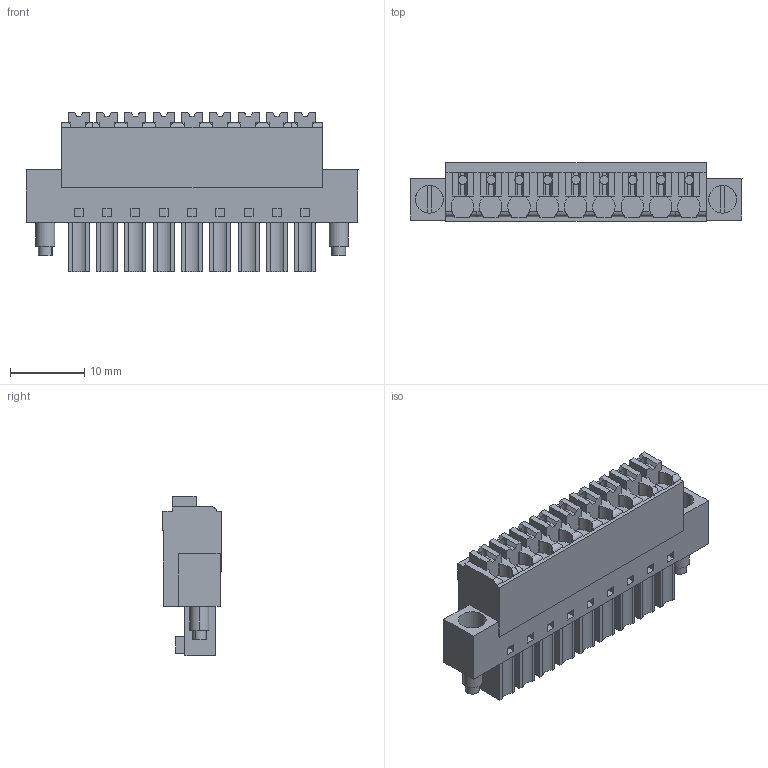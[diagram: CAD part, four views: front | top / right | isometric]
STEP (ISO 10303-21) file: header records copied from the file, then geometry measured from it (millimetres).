
FILE_DESCRIPTION(('CATIA V5 STEP Exchange','CAx-IF Rec.Pracs.--- Model Styling and Organization---1.2---2011-12-15'),'2;1');
FILE_NAME ('D1460683_0', '2017-07-25T13:27:42+00:00', ('none'), ('Weidmueller'), 'CATIA Version 5-6 Release 2014', 'CATIA V5 STEP AP214', 'none');
FILE_SCHEMA(('AUTOMOTIVE_DESIGN { 1 0 10303 214 1 1 1 1 }'));
Length unit declared in the file: millimetre
Products named in the file (1): 1970570000
Bounding box: 44.68 x 7.9 x 21.4 mm (x, y, z)
Volume: 4502.6 mm3; surface area: 4143.6 mm2
Topology: 12 solids, 12 shells, 591 faces, 1567 edges, 1042 vertices
Faces by surface type: plane 469, cylinder 122
Entity records: 17761 total; most frequent: CARTESIAN_POINT 3458, ORIENTED_EDGE 3134, DIRECTION 2227, EDGE_CURVE 1567, VECTOR 1245, LINE 1245, VERTEX_POINT 1042, EDGE_LOOP 655
